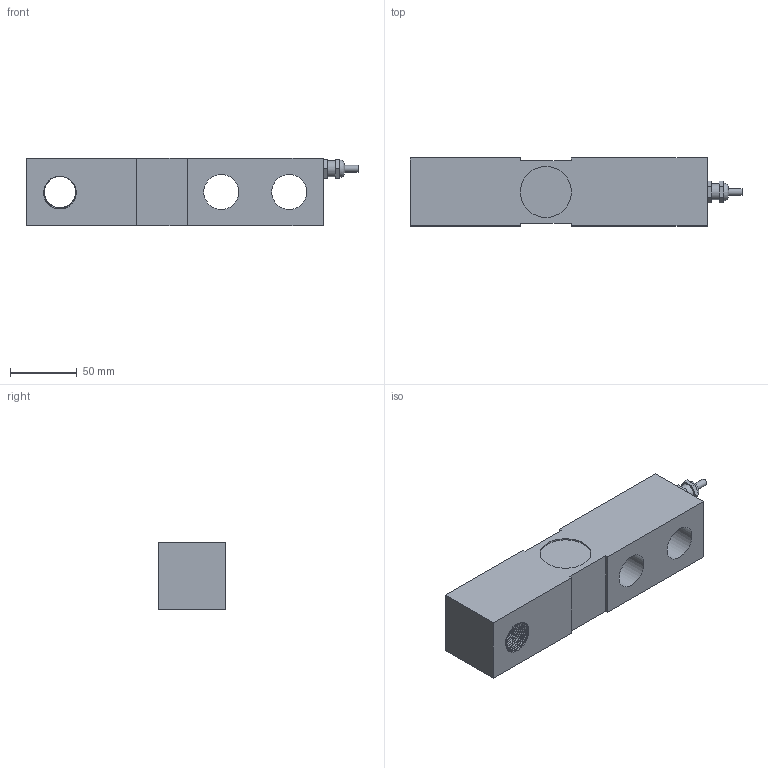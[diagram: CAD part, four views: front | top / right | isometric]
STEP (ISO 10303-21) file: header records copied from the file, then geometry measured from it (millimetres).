
FILE_DESCRIPTION(/* description */ (''),/* implementation_level */ '2;1');
FILE_NAME(/* name */ '563YS-(15-20)klb v2.step',/* time_stamp */ '2020-02-06T14:52:42-08:00',/* author */ (''),/* organization */ (''),/* preprocessor_version */ 'ST-DEVELOPER v18',/* originating_system */ 'Autodesk Translation Framework v8.12.0.6',/* authorisation */ '');
FILE_SCHEMA (('AUTOMOTIVE_DESIGN { 1 0 10303 214 3 1 1 }'));
Length unit declared in the file: inch
Products named in the file (2): 563YS-(15-20)klb; Connector
Assembly tree (1 placements, depth 2):
  563YS-(15-20)klb
    Connector
Bounding box: 248.28 x 50.8 x 50.8 mm (x, y, z)
Volume: 488392.3 mm3; surface area: 63239.2 mm2
Topology: 2 solids, 2 shells, 97 faces, 243 edges, 158 vertices
Faces by surface type: cylinder 57, plane 36, bspline 3, cone 1
Full cylindrical faces by diameter (mm): 5.1 x1, 10 x1, 12 x2, 13 x1, 23.635 x23, 25.4 x20, 26.162 x3, 38.1 x2
Entity records: 7217 total; most frequent: CARTESIAN_POINT 4987, ORIENTED_EDGE 484, DIRECTION 378, EDGE_CURVE 242, VERTEX_POINT 158, LINE 128, VECTOR 128, AXIS2_PLACEMENT_3D 125
